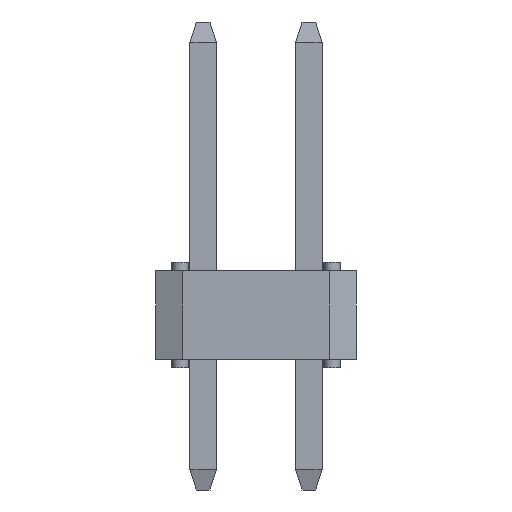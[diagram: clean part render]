
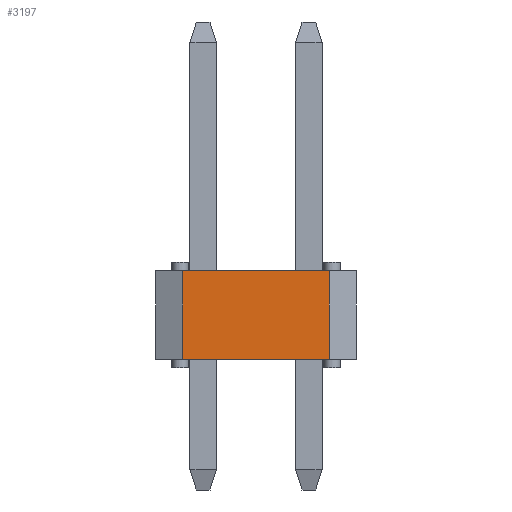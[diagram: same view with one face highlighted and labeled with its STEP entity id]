
A CAD part, left-side view. The second image highlights one B-rep face of the part: STEP entity #3197.
In plain terms, the highlighted planar face has unit normal (-1, 0, 0).
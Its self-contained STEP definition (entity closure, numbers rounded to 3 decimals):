
#282 = PLANE('',#283);
#283 = AXIS2_PLACEMENT_3D('',#284,#285,#286);
#284 = CARTESIAN_POINT('',(0.,0.,2.13));
#285 = DIRECTION('',(0.,0.,-1.));
#286 = DIRECTION('',(0.,-1.,0.));
#1233 = VERTEX_POINT('',#1234);
#1234 = CARTESIAN_POINT('',(-6.35,-1.756,2.13));
#1248 = PLANE('',#1249);
#1249 = AXIS2_PLACEMENT_3D('',#1250,#1251,#1252);
#1250 = CARTESIAN_POINT('',(-6.047,-2.41,0.));
#1251 = DIRECTION('',(-0.907,-0.421,
    0.));
#1252 = DIRECTION('',(-0.421,0.907,0.));
#1260 = EDGE_CURVE('',#1233,#1261,#1263,.T.);
#1261 = VERTEX_POINT('',#1262);
#1262 = CARTESIAN_POINT('',(-6.35,1.756,2.13));
#1263 = SURFACE_CURVE('',#1264,(#1268,#1275),.PCURVE_S1.);
#1264 = LINE('',#1265,#1266);
#1265 = CARTESIAN_POINT('',(-6.35,-1.756,2.13));
#1266 = VECTOR('',#1267,1.);
#1267 = DIRECTION('',(0.,1.,0.));
#1268 = PCURVE('',#282,#1269);
#1269 = DEFINITIONAL_REPRESENTATION('',(#1270),#1274);
#1270 = LINE('',#1271,#1272);
#1271 = CARTESIAN_POINT('',(1.756,6.35));
#1272 = VECTOR('',#1273,1.);
#1273 = DIRECTION('',(-1.,0.));
#1274 = ( GEOMETRIC_REPRESENTATION_CONTEXT(2) 
PARAMETRIC_REPRESENTATION_CONTEXT() REPRESENTATION_CONTEXT('2D SPACE',''
  ) );
#1275 = PCURVE('',#1276,#1281);
#1276 = PLANE('',#1277);
#1277 = AXIS2_PLACEMENT_3D('',#1278,#1279,#1280);
#1278 = CARTESIAN_POINT('',(-6.35,-1.756,0.));
#1279 = DIRECTION('',(-1.,0.,0.));
#1280 = DIRECTION('',(0.,1.,0.));
#1281 = DEFINITIONAL_REPRESENTATION('',(#1282),#1286);
#1282 = LINE('',#1283,#1284);
#1283 = CARTESIAN_POINT('',(0.,-2.13));
#1284 = VECTOR('',#1285,1.);
#1285 = DIRECTION('',(1.,0.));
#1286 = ( GEOMETRIC_REPRESENTATION_CONTEXT(2) 
PARAMETRIC_REPRESENTATION_CONTEXT() REPRESENTATION_CONTEXT('2D SPACE',''
  ) );
#1304 = PLANE('',#1305);
#1305 = AXIS2_PLACEMENT_3D('',#1306,#1307,#1308);
#1306 = CARTESIAN_POINT('',(-6.35,1.756,0.));
#1307 = DIRECTION('',(-0.907,0.421,0.)
  );
#1308 = DIRECTION('',(0.421,0.907,0.));
#2892 = PLANE('',#2893);
#2893 = AXIS2_PLACEMENT_3D('',#2894,#2895,#2896);
#2894 = CARTESIAN_POINT('',(0.,0.,0.));
#2895 = DIRECTION('',(0.,0.,-1.));
#2896 = DIRECTION('',(0.,-1.,0.));
#3103 = EDGE_CURVE('',#3104,#1261,#3106,.T.);
#3104 = VERTEX_POINT('',#3105);
#3105 = CARTESIAN_POINT('',(-6.35,1.756,0.));
#3106 = SURFACE_CURVE('',#3107,(#3111,#3118),.PCURVE_S1.);
#3107 = LINE('',#3108,#3109);
#3108 = CARTESIAN_POINT('',(-6.35,1.756,0.));
#3109 = VECTOR('',#3110,1.);
#3110 = DIRECTION('',(0.,0.,1.));
#3111 = PCURVE('',#1304,#3112);
#3112 = DEFINITIONAL_REPRESENTATION('',(#3113),#3117);
#3113 = LINE('',#3114,#3115);
#3114 = CARTESIAN_POINT('',(0.,0.));
#3115 = VECTOR('',#3116,1.);
#3116 = DIRECTION('',(0.,-1.));
#3117 = ( GEOMETRIC_REPRESENTATION_CONTEXT(2) 
PARAMETRIC_REPRESENTATION_CONTEXT() REPRESENTATION_CONTEXT('2D SPACE',''
  ) );
#3118 = PCURVE('',#1276,#3119);
#3119 = DEFINITIONAL_REPRESENTATION('',(#3120),#3124);
#3120 = LINE('',#3121,#3122);
#3121 = CARTESIAN_POINT('',(3.513,0.));
#3122 = VECTOR('',#3123,1.);
#3123 = DIRECTION('',(0.,-1.));
#3124 = ( GEOMETRIC_REPRESENTATION_CONTEXT(2) 
PARAMETRIC_REPRESENTATION_CONTEXT() REPRESENTATION_CONTEXT('2D SPACE',''
  ) );
#3197 = ADVANCED_FACE('',(#3198),#1276,.T.);
#3198 = FACE_BOUND('',#3199,.T.);
#3199 = EDGE_LOOP('',(#3200,#3223,#3224,#3225));
#3200 = ORIENTED_EDGE('',*,*,#3201,.T.);
#3201 = EDGE_CURVE('',#3202,#1233,#3204,.T.);
#3202 = VERTEX_POINT('',#3203);
#3203 = CARTESIAN_POINT('',(-6.35,-1.756,0.));
#3204 = SURFACE_CURVE('',#3205,(#3209,#3216),.PCURVE_S1.);
#3205 = LINE('',#3206,#3207);
#3206 = CARTESIAN_POINT('',(-6.35,-1.756,0.));
#3207 = VECTOR('',#3208,1.);
#3208 = DIRECTION('',(0.,0.,1.));
#3209 = PCURVE('',#1276,#3210);
#3210 = DEFINITIONAL_REPRESENTATION('',(#3211),#3215);
#3211 = LINE('',#3212,#3213);
#3212 = CARTESIAN_POINT('',(0.,0.));
#3213 = VECTOR('',#3214,1.);
#3214 = DIRECTION('',(0.,-1.));
#3215 = ( GEOMETRIC_REPRESENTATION_CONTEXT(2) 
PARAMETRIC_REPRESENTATION_CONTEXT() REPRESENTATION_CONTEXT('2D SPACE',''
  ) );
#3216 = PCURVE('',#1248,#3217);
#3217 = DEFINITIONAL_REPRESENTATION('',(#3218),#3222);
#3218 = LINE('',#3219,#3220);
#3219 = CARTESIAN_POINT('',(0.72,0.));
#3220 = VECTOR('',#3221,1.);
#3221 = DIRECTION('',(0.,-1.));
#3222 = ( GEOMETRIC_REPRESENTATION_CONTEXT(2) 
PARAMETRIC_REPRESENTATION_CONTEXT() REPRESENTATION_CONTEXT('2D SPACE',''
  ) );
#3223 = ORIENTED_EDGE('',*,*,#1260,.T.);
#3224 = ORIENTED_EDGE('',*,*,#3103,.F.);
#3225 = ORIENTED_EDGE('',*,*,#3226,.F.);
#3226 = EDGE_CURVE('',#3202,#3104,#3227,.T.);
#3227 = SURFACE_CURVE('',#3228,(#3232,#3239),.PCURVE_S1.);
#3228 = LINE('',#3229,#3230);
#3229 = CARTESIAN_POINT('',(-6.35,-1.756,0.));
#3230 = VECTOR('',#3231,1.);
#3231 = DIRECTION('',(0.,1.,0.));
#3232 = PCURVE('',#1276,#3233);
#3233 = DEFINITIONAL_REPRESENTATION('',(#3234),#3238);
#3234 = LINE('',#3235,#3236);
#3235 = CARTESIAN_POINT('',(0.,0.));
#3236 = VECTOR('',#3237,1.);
#3237 = DIRECTION('',(1.,0.));
#3238 = ( GEOMETRIC_REPRESENTATION_CONTEXT(2) 
PARAMETRIC_REPRESENTATION_CONTEXT() REPRESENTATION_CONTEXT('2D SPACE',''
  ) );
#3239 = PCURVE('',#2892,#3240);
#3240 = DEFINITIONAL_REPRESENTATION('',(#3241),#3245);
#3241 = LINE('',#3242,#3243);
#3242 = CARTESIAN_POINT('',(1.756,6.35));
#3243 = VECTOR('',#3244,1.);
#3244 = DIRECTION('',(-1.,0.));
#3245 = ( GEOMETRIC_REPRESENTATION_CONTEXT(2) 
PARAMETRIC_REPRESENTATION_CONTEXT() REPRESENTATION_CONTEXT('2D SPACE',''
  ) );
